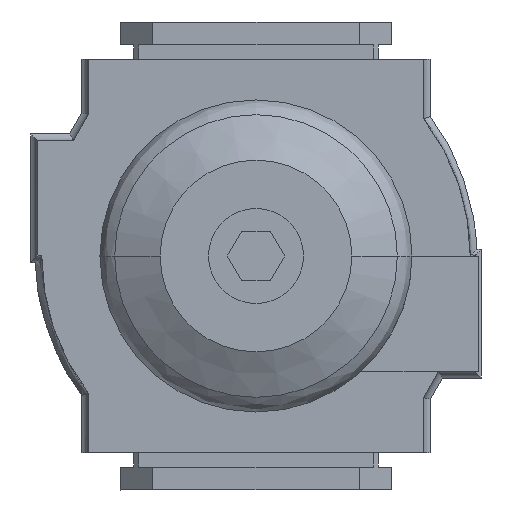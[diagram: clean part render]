
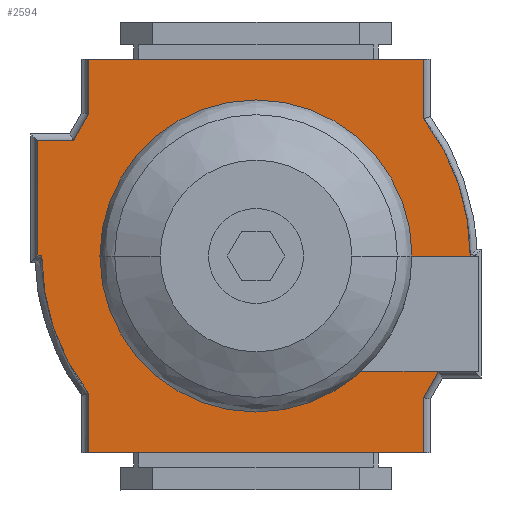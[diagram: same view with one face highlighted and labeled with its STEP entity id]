
A CAD part, front view. The second image highlights one B-rep face of the part: STEP entity #2594.
In plain terms, the highlighted face is planar.
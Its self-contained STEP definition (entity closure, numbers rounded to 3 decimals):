
#3 = CARTESIAN_POINT ( 'NONE',  ( -1.2, 30.9, 0. ) ) ;
#45 = EDGE_CURVE ( 'NONE', #2752, #5960, #2713, .T. ) ;
#85 = ORIENTED_EDGE ( 'NONE', *, *, #2775, .F. ) ;
#152 = LINE ( 'NONE', #3350, #1424 ) ;
#188 = FACE_OUTER_BOUND ( 'NONE', #5880, .T. ) ;
#196 = CARTESIAN_POINT ( 'NONE',  ( -18., 30.9, -15.2 ) ) ;
#212 = VERTEX_POINT ( 'NONE', #2855 ) ;
#218 = LINE ( 'NONE', #2124, #5626 ) ;
#300 = DIRECTION ( 'NONE',  ( 0., 0., -1. ) ) ;
#375 = CARTESIAN_POINT ( 'NONE',  ( 23.5, 30.9, 12.4 ) ) ;
#509 = EDGE_CURVE ( 'NONE', #3014, #1809, #1222, .T. ) ;
#525 = VERTEX_POINT ( 'NONE', #4092 ) ;
#564 = CARTESIAN_POINT ( 'NONE',  ( 19.6, 30.9, 12.4 ) ) ;
#570 = VECTOR ( 'NONE', #3956, 1000. ) ;
#607 = CARTESIAN_POINT ( 'NONE',  ( -18., 30.9, 21.125 ) ) ;
#638 = LINE ( 'NONE', #3338, #3622 ) ;
#719 = LINE ( 'NONE', #5826, #1531 ) ;
#763 = ORIENTED_EDGE ( 'NONE', *, *, #45, .F. ) ;
#796 = CARTESIAN_POINT ( 'NONE',  ( -18., 30.9, 14.731 ) ) ;
#855 = LINE ( 'NONE', #5013, #1925 ) ;
#861 = EDGE_CURVE ( 'NONE', #2364, #525, #152, .T. ) ;
#875 = CARTESIAN_POINT ( 'NONE',  ( 18., 30.9, 21.125 ) ) ;
#907 = VECTOR ( 'NONE', #2390, 1000. ) ;
#930 = DIRECTION ( 'NONE',  ( 0., 0., 1. ) ) ;
#985 = VERTEX_POINT ( 'NONE', #5034 ) ;
#1033 = ORIENTED_EDGE ( 'NONE', *, *, #1486, .F. ) ;
#1072 = AXIS2_PLACEMENT_3D ( 'NONE', #1224, #2519, #2995 ) ;
#1129 = EDGE_CURVE ( 'NONE', #1665, #2175, #2563, .T. ) ;
#1189 = VERTEX_POINT ( 'NONE', #5741 ) ;
#1222 = LINE ( 'NONE', #3304, #5105 ) ;
#1224 = CARTESIAN_POINT ( 'NONE',  ( 0., 30.9, 0. ) ) ;
#1257 = DIRECTION ( 'NONE',  ( 0., 0., -1. ) ) ;
#1329 = EDGE_CURVE ( 'NONE', #1776, #4859, #5923, .T. ) ;
#1424 = VECTOR ( 'NONE', #4219, 1000. ) ;
#1486 = EDGE_CURVE ( 'NONE', #2932, #3014, #719, .T. ) ;
#1530 = CARTESIAN_POINT ( 'NONE',  ( -23.5, 30.9, -12.4 ) ) ;
#1531 = VECTOR ( 'NONE', #1649, 1000. ) ;
#1593 = CARTESIAN_POINT ( 'NONE',  ( 19.6, 30.9, 12.4 ) ) ;
#1649 = DIRECTION ( 'NONE',  ( -1., 0., 0. ) ) ;
#1660 = ORIENTED_EDGE ( 'NONE', *, *, #4209, .F. ) ;
#1665 = VERTEX_POINT ( 'NONE', #3390 ) ;
#1776 = VERTEX_POINT ( 'NONE', #5782 ) ;
#1809 = VERTEX_POINT ( 'NONE', #796 ) ;
#1817 = EDGE_CURVE ( 'NONE', #1809, #2752, #5318, .T. ) ;
#1819 = DIRECTION ( 'NONE',  ( 0., -1., 0. ) ) ;
#1875 = VECTOR ( 'NONE', #5117, 1000. ) ;
#1876 = CARTESIAN_POINT ( 'NONE',  ( -23., 30.9, 0. ) ) ;
#1902 = ORIENTED_EDGE ( 'NONE', *, *, #861, .F. ) ;
#1921 = CARTESIAN_POINT ( 'NONE',  ( -23., 30.9, 0. ) ) ;
#1925 = VECTOR ( 'NONE', #4095, 1000. ) ;
#2076 = VECTOR ( 'NONE', #4240, 1000. ) ;
#2078 = DIRECTION ( 'NONE',  ( 0., -1., 0. ) ) ;
#2086 = PLANE ( 'NONE',  #1072 ) ;
#2092 = CARTESIAN_POINT ( 'NONE',  ( -23.5, 30.9, -12.4 ) ) ;
#2124 = CARTESIAN_POINT ( 'NONE',  ( -18., 30.9, -21.125 ) ) ;
#2149 = VECTOR ( 'NONE', #5324, 1000. ) ;
#2154 = ORIENTED_EDGE ( 'NONE', *, *, #1129, .F. ) ;
#2175 = VERTEX_POINT ( 'NONE', #375 ) ;
#2202 = ORIENTED_EDGE ( 'NONE', *, *, #2669, .F. ) ;
#2204 = DIRECTION ( 'NONE',  ( -1., 0., 0. ) ) ;
#2246 = LINE ( 'NONE', #5416, #3764 ) ;
#2364 = VERTEX_POINT ( 'NONE', #3404 ) ;
#2384 = DIRECTION ( 'NONE',  ( 1., 0., 0. ) ) ;
#2390 = DIRECTION ( 'NONE',  ( -0.496, 0., 0.868 ) ) ;
#2448 = ORIENTED_EDGE ( 'NONE', *, *, #509, .F. ) ;
#2488 = EDGE_CURVE ( 'NONE', #5960, #5094, #2246, .T. ) ;
#2503 = CARTESIAN_POINT ( 'NONE',  ( 23., 30.9, 0. ) ) ;
#2519 = DIRECTION ( 'NONE',  ( 0., 1., 0. ) ) ;
#2563 = LINE ( 'NONE', #4915, #570 ) ;
#2594 = ADVANCED_FACE ( 'NONE', ( #188 ), #2086, .T. ) ;
#2654 = CARTESIAN_POINT ( 'NONE',  ( 1.2, 30.9, 0. ) ) ;
#2669 = EDGE_CURVE ( 'NONE', #2175, #4832, #855, .T. ) ;
#2708 = CARTESIAN_POINT ( 'NONE',  ( 18., 30.9, -21.125 ) ) ;
#2713 = LINE ( 'NONE', #1921, #2076 ) ;
#2752 = VERTEX_POINT ( 'NONE', #1876 ) ;
#2775 = EDGE_CURVE ( 'NONE', #1189, #1665, #3756, .T. ) ;
#2799 = ORIENTED_EDGE ( 'NONE', *, *, #4269, .F. ) ;
#2818 = LINE ( 'NONE', #196, #1875 ) ;
#2843 = LINE ( 'NONE', #564, #907 ) ;
#2855 = CARTESIAN_POINT ( 'NONE',  ( 18., 30.9, 15.2 ) ) ;
#2890 = ORIENTED_EDGE ( 'NONE', *, *, #5206, .F. ) ;
#2932 = VERTEX_POINT ( 'NONE', #875 ) ;
#2948 = ORIENTED_EDGE ( 'NONE', *, *, #5713, .F. ) ;
#2995 = DIRECTION ( 'NONE',  ( 0., 0., 1. ) ) ;
#3014 = VERTEX_POINT ( 'NONE', #607 ) ;
#3142 = ORIENTED_EDGE ( 'NONE', *, *, #1817, .F. ) ;
#3265 = ORIENTED_EDGE ( 'NONE', *, *, #2488, .F. ) ;
#3304 = CARTESIAN_POINT ( 'NONE',  ( -18., 30.9, 21.125 ) ) ;
#3338 = CARTESIAN_POINT ( 'NONE',  ( 18., 30.9, 15.2 ) ) ;
#3350 = CARTESIAN_POINT ( 'NONE',  ( -19.6, 30.9, -12.4 ) ) ;
#3390 = CARTESIAN_POINT ( 'NONE',  ( 23.5, 30.9, 0. ) ) ;
#3404 = CARTESIAN_POINT ( 'NONE',  ( -19.6, 30.9, -12.4 ) ) ;
#3500 = DIRECTION ( 'NONE',  ( 1., 0., 0. ) ) ;
#3622 = VECTOR ( 'NONE', #5214, 1000. ) ;
#3756 = LINE ( 'NONE', #2503, #4468 ) ;
#3764 = VECTOR ( 'NONE', #1257, 1000. ) ;
#3956 = DIRECTION ( 'NONE',  ( 0., 0., 1. ) ) ;
#4034 = DIRECTION ( 'NONE',  ( 1., 0., 0. ) ) ;
#4092 = CARTESIAN_POINT ( 'NONE',  ( -18., 30.9, -15.2 ) ) ;
#4095 = DIRECTION ( 'NONE',  ( -1., 0., 0. ) ) ;
#4209 = EDGE_CURVE ( 'NONE', #212, #2932, #638, .T. ) ;
#4219 = DIRECTION ( 'NONE',  ( 0.496, 0., -0.868 ) ) ;
#4240 = DIRECTION ( 'NONE',  ( -1., 0., 0. ) ) ;
#4269 = EDGE_CURVE ( 'NONE', #525, #985, #2818, .T. ) ;
#4413 = LINE ( 'NONE', #2092, #2149 ) ;
#4468 = VECTOR ( 'NONE', #2384, 1000. ) ;
#4488 = CARTESIAN_POINT ( 'NONE',  ( 18., 30.9, -14.731 ) ) ;
#4535 = EDGE_CURVE ( 'NONE', #4832, #212, #2843, .T. ) ;
#4646 = ORIENTED_EDGE ( 'NONE', *, *, #4535, .F. ) ;
#4832 = VERTEX_POINT ( 'NONE', #1593 ) ;
#4859 = VERTEX_POINT ( 'NONE', #4488 ) ;
#4915 = CARTESIAN_POINT ( 'NONE',  ( 23.5, 30.9, 0. ) ) ;
#4991 = ORIENTED_EDGE ( 'NONE', *, *, #5623, .F. ) ;
#5013 = CARTESIAN_POINT ( 'NONE',  ( 23.5, 30.9, 12.4 ) ) ;
#5025 = AXIS2_PLACEMENT_3D ( 'NONE', #2654, #2078, #2204 ) ;
#5034 = CARTESIAN_POINT ( 'NONE',  ( -18., 30.9, -21.125 ) ) ;
#5039 = CIRCLE ( 'NONE', #5734, 24.2 ) ;
#5094 = VERTEX_POINT ( 'NONE', #1530 ) ;
#5105 = VECTOR ( 'NONE', #300, 1000. ) ;
#5117 = DIRECTION ( 'NONE',  ( 0., 0., -1. ) ) ;
#5206 = EDGE_CURVE ( 'NONE', #5094, #2364, #4413, .T. ) ;
#5214 = DIRECTION ( 'NONE',  ( 0., 0., 1. ) ) ;
#5318 = CIRCLE ( 'NONE', #5025, 24.2 ) ;
#5324 = DIRECTION ( 'NONE',  ( 1., 0., 0. ) ) ;
#5416 = CARTESIAN_POINT ( 'NONE',  ( -23.5, 30.9, 0. ) ) ;
#5495 = VECTOR ( 'NONE', #930, 1000. ) ;
#5623 = EDGE_CURVE ( 'NONE', #985, #1776, #218, .T. ) ;
#5626 = VECTOR ( 'NONE', #3500, 1000. ) ;
#5655 = ORIENTED_EDGE ( 'NONE', *, *, #1329, .F. ) ;
#5713 = EDGE_CURVE ( 'NONE', #4859, #1189, #5039, .T. ) ;
#5734 = AXIS2_PLACEMENT_3D ( 'NONE', #3, #1819, #4034 ) ;
#5741 = CARTESIAN_POINT ( 'NONE',  ( 23., 30.9, 0. ) ) ;
#5782 = CARTESIAN_POINT ( 'NONE',  ( 18., 30.9, -21.125 ) ) ;
#5826 = CARTESIAN_POINT ( 'NONE',  ( 18., 30.9, 21.125 ) ) ;
#5880 = EDGE_LOOP ( 'NONE', ( #85, #2948, #5655, #4991, #2799, #1902, #2890, #3265, #763, #3142, #2448, #1033, #1660, #4646, #2202, #2154 ) ) ;
#5923 = LINE ( 'NONE', #2708, #5495 ) ;
#5959 = CARTESIAN_POINT ( 'NONE',  ( -23.5, 30.9, 0. ) ) ;
#5960 = VERTEX_POINT ( 'NONE', #5959 ) ;
